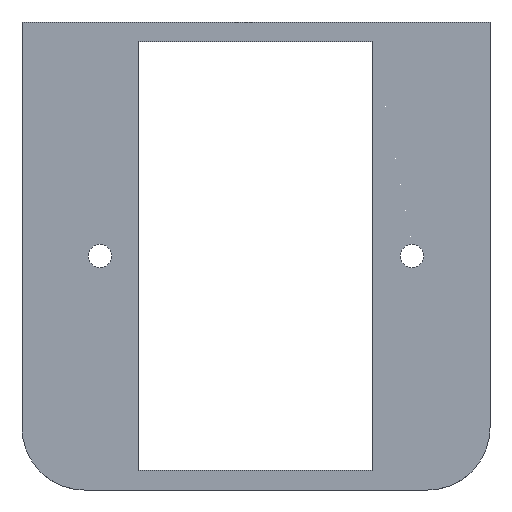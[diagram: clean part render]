
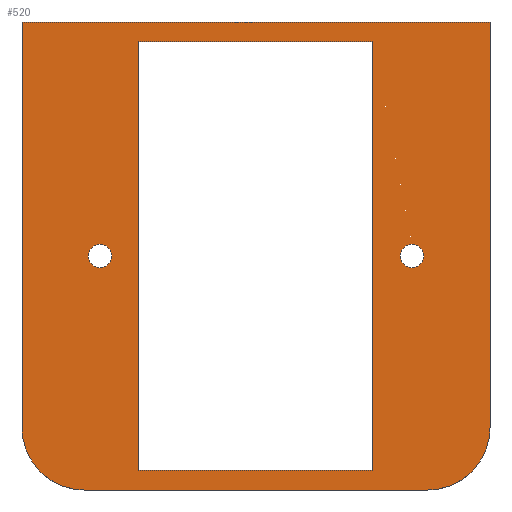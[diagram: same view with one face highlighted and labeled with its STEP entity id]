
A CAD part, front view. The second image highlights one B-rep face of the part: STEP entity #520.
In plain terms, the highlighted planar face has unit normal (0, -1, 0).
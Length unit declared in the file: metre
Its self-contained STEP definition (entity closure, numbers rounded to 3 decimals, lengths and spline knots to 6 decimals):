
#30=LINE('',#783,#80);
#34=LINE('',#792,#84);
#36=LINE('',#796,#86);
#40=LINE('',#805,#90);
#44=LINE('',#814,#94);
#47=LINE('',#820,#97);
#50=LINE('',#833,#100);
#52=LINE('',#836,#102);
#80=VECTOR('',#627,1.);
#84=VECTOR('',#633,1.);
#86=VECTOR('',#637,1.);
#90=VECTOR('',#643,1.);
#94=VECTOR('',#649,1.);
#97=VECTOR('',#654,1.);
#100=VECTOR('',#667,1.);
#102=VECTOR('',#671,1.);
#126=PLANE('',#571);
#136=CIRCLE('',#561,0.0015);
#139=CIRCLE('',#567,0.0015);
#142=CIRCLE('',#572,0.008);
#143=CIRCLE('',#573,0.008);
#230=ORIENTED_EDGE('',*,*,#310,.F.);
#231=ORIENTED_EDGE('',*,*,#314,.T.);
#232=ORIENTED_EDGE('',*,*,#317,.T.);
#233=ORIENTED_EDGE('',*,*,#325,.F.);
#234=ORIENTED_EDGE('',*,*,#304,.T.);
#235=ORIENTED_EDGE('',*,*,#331,.T.);
#236=ORIENTED_EDGE('',*,*,#306,.T.);
#237=ORIENTED_EDGE('',*,*,#323,.F.);
#238=ORIENTED_EDGE('',*,*,#300,.F.);
#239=ORIENTED_EDGE('',*,*,#332,.T.);
#240=ORIENTED_EDGE('',*,*,#321,.F.);
#241=ORIENTED_EDGE('',*,*,#328,.T.);
#300=EDGE_CURVE('',#362,#363,#30,.T.);
#304=EDGE_CURVE('',#367,#366,#34,.T.);
#306=EDGE_CURVE('',#368,#369,#36,.T.);
#310=EDGE_CURVE('',#372,#373,#40,.T.);
#314=EDGE_CURVE('',#372,#376,#44,.T.);
#317=EDGE_CURVE('',#376,#378,#47,.T.);
#321=EDGE_CURVE('',#381,#381,#136,.T.);
#323=EDGE_CURVE('',#363,#369,#50,.T.);
#325=EDGE_CURVE('',#373,#378,#52,.T.);
#328=EDGE_CURVE('',#384,#384,#139,.T.);
#331=EDGE_CURVE('',#366,#368,#142,.T.);
#332=EDGE_CURVE('',#362,#367,#143,.T.);
#362=VERTEX_POINT('',#782);
#363=VERTEX_POINT('',#784);
#366=VERTEX_POINT('',#791);
#367=VERTEX_POINT('',#793);
#368=VERTEX_POINT('',#797);
#369=VERTEX_POINT('',#798);
#372=VERTEX_POINT('',#806);
#373=VERTEX_POINT('',#807);
#376=VERTEX_POINT('',#815);
#378=VERTEX_POINT('',#821);
#381=VERTEX_POINT('',#829);
#384=VERTEX_POINT('',#842);
#425=EDGE_LOOP('',(#230,#231,#232,#233));
#426=EDGE_LOOP('',(#234,#235,#236,#237,#238,#239));
#427=EDGE_LOOP('',(#240));
#428=EDGE_LOOP('',(#241));
#475=FACE_BOUND('',#425,.T.);
#476=FACE_BOUND('',#426,.T.);
#477=FACE_BOUND('',#427,.T.);
#478=FACE_BOUND('',#428,.T.);
#520=ADVANCED_FACE('',(#475,#476,#477,#478),#126,.T.);
#561=AXIS2_PLACEMENT_3D('',#828,#661,#662);
#567=AXIS2_PLACEMENT_3D('',#841,#677,#678);
#571=AXIS2_PLACEMENT_3D('',#846,#685,#686);
#572=AXIS2_PLACEMENT_3D('',#847,#687,#688);
#573=AXIS2_PLACEMENT_3D('',#848,#689,#690);
#627=DIRECTION('',(0.,0.,1.));
#633=DIRECTION('',(1.,0.,0.));
#637=DIRECTION('',(0.,0.,1.));
#643=DIRECTION('',(0.,0.,-1.));
#649=DIRECTION('',(1.,0.,0.));
#654=DIRECTION('',(0.,0.,-1.));
#661=DIRECTION('',(0.,-1.,0.));
#662=DIRECTION('',(0.,0.,-1.));
#667=DIRECTION('',(1.,0.,0.));
#671=DIRECTION('',(1.,0.,0.));
#677=DIRECTION('',(0.,1.,0.));
#678=DIRECTION('',(0.,0.,-1.));
#685=DIRECTION('',(0.,-1.,0.));
#686=DIRECTION('',(1.,0.,0.));
#687=DIRECTION('',(0.,-1.,0.));
#688=DIRECTION('',(0.,0.,-1.));
#689=DIRECTION('',(0.,-1.,0.));
#690=DIRECTION('',(0.,0.,-1.));
#782=CARTESIAN_POINT('',(-0.03,-0.01,-0.022));
#783=CARTESIAN_POINT('',(-0.03,-0.01,0.));
#784=CARTESIAN_POINT('',(-0.03,-0.01,0.03));
#791=CARTESIAN_POINT('',(0.022,-0.01,-0.03));
#792=CARTESIAN_POINT('',(0.,-0.01,-0.03));
#793=CARTESIAN_POINT('',(-0.022,-0.01,-0.03));
#796=CARTESIAN_POINT('',(0.03,-0.01,0.));
#797=CARTESIAN_POINT('',(0.03,-0.01,-0.022));
#798=CARTESIAN_POINT('',(0.03,-0.01,0.03));
#805=CARTESIAN_POINT('',(-0.015,-0.01,0.));
#806=CARTESIAN_POINT('',(-0.015,-0.01,0.0275));
#807=CARTESIAN_POINT('',(-0.015,-0.01,-0.0275));
#814=CARTESIAN_POINT('',(0.,-0.01,0.0275));
#815=CARTESIAN_POINT('',(0.015,-0.01,0.0275));
#820=CARTESIAN_POINT('',(0.015,-0.01,0.));
#821=CARTESIAN_POINT('',(0.015,-0.01,-0.0275));
#828=CARTESIAN_POINT('',(-0.02,-0.01,0.));
#829=CARTESIAN_POINT('',(-0.02,-0.01,-0.0015));
#833=CARTESIAN_POINT('',(0.,-0.01,0.03));
#836=CARTESIAN_POINT('',(0.,-0.01,-0.0275));
#841=CARTESIAN_POINT('',(0.02,-0.01,0.));
#842=CARTESIAN_POINT('',(0.02,-0.01,-0.0015));
#846=CARTESIAN_POINT('',(0.,-0.01,0.));
#847=CARTESIAN_POINT('',(0.022,-0.01,-0.022));
#848=CARTESIAN_POINT('',(-0.022,-0.01,-0.022));
